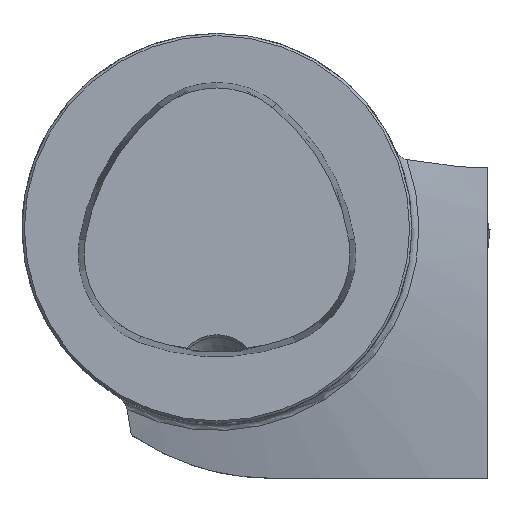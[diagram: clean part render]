
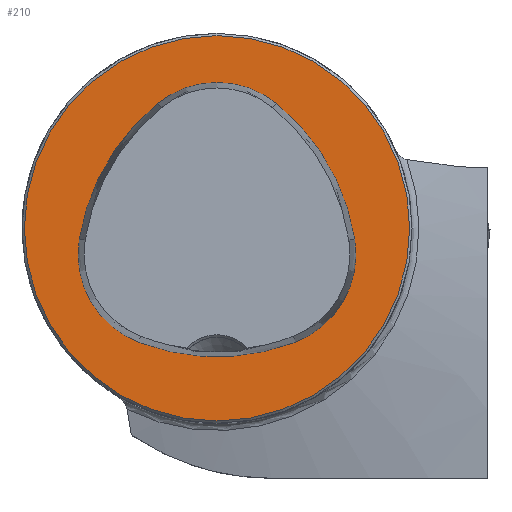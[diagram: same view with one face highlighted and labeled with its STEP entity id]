
A CAD part, top view. The second image highlights one B-rep face of the part: STEP entity #210.
In plain terms, the highlighted planar face has unit normal (0, 0, 1).
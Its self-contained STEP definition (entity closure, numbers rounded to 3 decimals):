
#111=FACE_BOUND('',#483,.T.);
#112=FACE_BOUND('',#484,.T.);
#210=ADVANCED_FACE('CU_E_LO_SU_1',(#111,#112),#311,.T.);
#311=PLANE('',#2220);
#483=EDGE_LOOP('',(#1118,#1119,#1120,#1121,#1122,#1123));
#484=EDGE_LOOP('',(#1124));
#1118=ORIENTED_EDGE('',*,*,#1866,.F.);
#1119=ORIENTED_EDGE('',*,*,#1867,.F.);
#1120=ORIENTED_EDGE('',*,*,#1868,.F.);
#1121=ORIENTED_EDGE('',*,*,#1869,.F.);
#1122=ORIENTED_EDGE('',*,*,#1863,.F.);
#1123=ORIENTED_EDGE('',*,*,#1870,.F.);
#1124=ORIENTED_EDGE('',*,*,#1871,.T.);
#1648=VERTEX_POINT('',#3569);
#1649=VERTEX_POINT('',#3571);
#1651=VERTEX_POINT('',#3577);
#1652=VERTEX_POINT('',#3578);
#1653=VERTEX_POINT('',#3580);
#1654=VERTEX_POINT('',#3582);
#1655=VERTEX_POINT('',#3586);
#1863=EDGE_CURVE('',#1648,#1649,#2049,.T.);
#1866=EDGE_CURVE('',#1651,#1652,#2051,.T.);
#1867=EDGE_CURVE('',#1653,#1651,#2052,.T.);
#1868=EDGE_CURVE('',#1654,#1653,#2053,.T.);
#1869=EDGE_CURVE('',#1649,#1654,#2054,.T.);
#1870=EDGE_CURVE('',#1652,#1648,#2055,.T.);
#1871=EDGE_CURVE('',#1655,#1655,#2056,.T.);
#2049=CIRCLE('',#2211,28.075);
#2051=CIRCLE('',#2214,28.075);
#2052=CIRCLE('',#2215,12.075);
#2053=CIRCLE('',#2216,28.075);
#2054=CIRCLE('',#2217,12.075);
#2055=CIRCLE('',#2218,12.075);
#2056=CIRCLE('',#2219,24.7);
#2211=AXIS2_PLACEMENT_3D('',#3570,#2517,#2518);
#2214=AXIS2_PLACEMENT_3D('',#3576,#2524,#2525);
#2215=AXIS2_PLACEMENT_3D('',#3579,#2526,#2527);
#2216=AXIS2_PLACEMENT_3D('',#3581,#2528,#2529);
#2217=AXIS2_PLACEMENT_3D('',#3583,#2530,#2531);
#2218=AXIS2_PLACEMENT_3D('',#3584,#2532,#2533);
#2219=AXIS2_PLACEMENT_3D('',#3585,#2534,#2535);
#2220=AXIS2_PLACEMENT_3D('',#3587,#2536,#2537);
#2517=DIRECTION('',(0.,0.,1.));
#2518=DIRECTION('',(1.,0.,0.));
#2524=DIRECTION('',(0.,0.,1.));
#2525=DIRECTION('',(1.,0.,0.));
#2526=DIRECTION('',(0.,0.,1.));
#2527=DIRECTION('',(1.,0.,0.));
#2528=DIRECTION('',(0.,0.,1.));
#2529=DIRECTION('',(1.,0.,0.));
#2530=DIRECTION('',(0.,0.,1.));
#2531=DIRECTION('',(1.,0.,0.));
#2532=DIRECTION('',(0.,0.,1.));
#2533=DIRECTION('',(1.,0.,0.));
#2534=DIRECTION('',(0.,0.,1.));
#2535=DIRECTION('',(1.,0.,0.));
#2536=DIRECTION('',(0.,0.,1.));
#2537=DIRECTION('',(1.,0.,0.));
#3569=CARTESIAN_POINT('',(-10.05,-14.595,0.));
#3570=CARTESIAN_POINT('',(0.,11.62,0.));
#3571=CARTESIAN_POINT('',(10.05,-14.595,0.));
#3576=CARTESIAN_POINT('',(10.078,-5.807,0.));
#3577=CARTESIAN_POINT('',(-7.606,15.999,0.));
#3578=CARTESIAN_POINT('',(-17.656,-1.443,0.));
#3579=CARTESIAN_POINT('',(0.,6.62,0.));
#3580=CARTESIAN_POINT('',(7.606,15.999,0.));
#3581=CARTESIAN_POINT('',(-10.078,-5.807,0.));
#3582=CARTESIAN_POINT('',(17.656,-1.443,0.));
#3583=CARTESIAN_POINT('',(5.727,-3.32,0.));
#3584=CARTESIAN_POINT('',(-5.727,-3.32,0.));
#3585=CARTESIAN_POINT('',(0.,0.,0.));
#3586=CARTESIAN_POINT('',(24.7,0.,0.));
#3587=CARTESIAN_POINT('',(0.,0.,0.));
